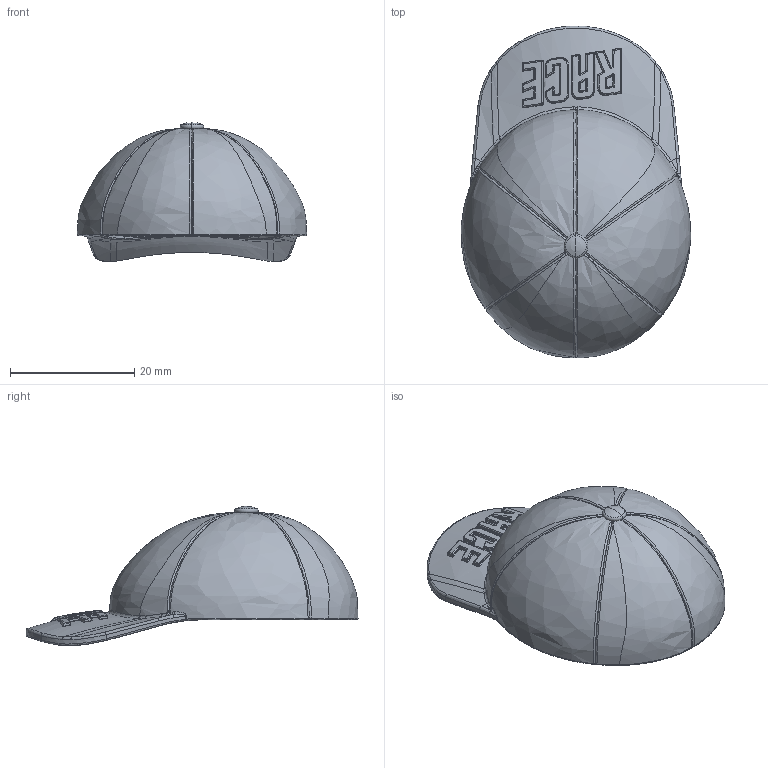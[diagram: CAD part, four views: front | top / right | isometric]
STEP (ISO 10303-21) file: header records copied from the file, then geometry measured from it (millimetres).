
FILE_DESCRIPTION((''),'2;1');
FILE_NAME('KAPPE_1','2019-09-27T',('gjordan'),(''),'PRO/ENGINEER BY PARAMETRIC TECHNOLOGY CORPORATION, 2016240','PRO/ENGINEER BY PARAMETRIC TECHNOLOGY CORPORATION, 2016240','');
FILE_SCHEMA(('AUTOMOTIVE_DESIGN { 1 0 10303 214 1 1 1 1 }'));
Products named in the file (1): KAPPE_1
Bounding box: 36.95 x 53.48 x 22.43 mm (x, y, z)
Volume: 5942.9 mm3; surface area: 7131.4 mm2
Topology: 1 solids, 2 shells, 562 faces, 1305 edges, 747 vertices
Faces by surface type: bspline 386, cylinder 72, plane 65, sphere 27, torus 9, cone 2, extrusion 1
Entity records: 43379 total; most frequent: CARTESIAN_POINT 29643, ORIENTED_EDGE 2598, PRESENTATION_STYLE_ASSIGNMENT 1300, STYLED_ITEM 1300, CURVE_STYLE 1299, EDGE_CURVE 1299, DIRECTION 1126, B_SPLINE_CURVE_WITH_KNOTS 839
